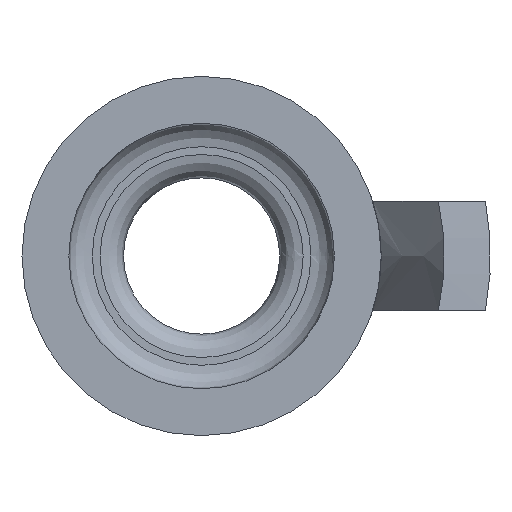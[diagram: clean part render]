
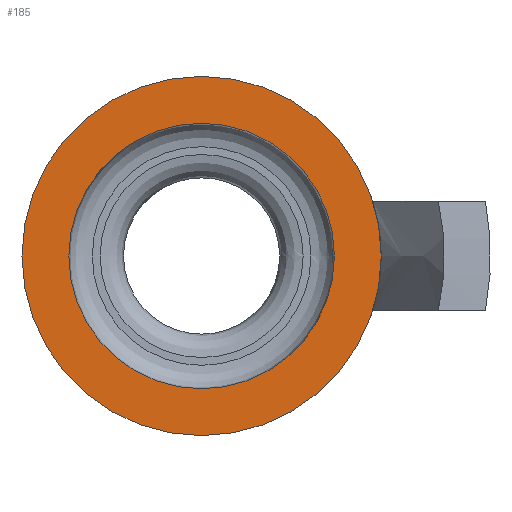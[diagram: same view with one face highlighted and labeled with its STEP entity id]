
A CAD part, left-side view. The second image highlights one B-rep face of the part: STEP entity #185.
In plain terms, the highlighted planar face has unit normal (-1, 0, 0).
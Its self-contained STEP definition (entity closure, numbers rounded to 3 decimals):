
#124=PLANE('',#452);
#150=FACE_BOUND('',#231,.T.);
#151=FACE_BOUND('',#232,.T.);
#185=ADVANCED_FACE('',(#150,#151),#124,.T.);
#231=EDGE_LOOP('',(#322));
#232=EDGE_LOOP('',(#323));
#271=CIRCLE('',#449,1.15);
#272=CIRCLE('',#451,0.85);
#322=ORIENTED_EDGE('',*,*,#408,.T.);
#323=ORIENTED_EDGE('',*,*,#407,.F.);
#372=VERTEX_POINT('',#744);
#373=VERTEX_POINT('',#747);
#407=EDGE_CURVE('',#372,#372,#271,.T.);
#408=EDGE_CURVE('',#373,#373,#272,.T.);
#449=AXIS2_PLACEMENT_3D('',#743,#522,#523);
#451=AXIS2_PLACEMENT_3D('',#746,#526,#527);
#452=AXIS2_PLACEMENT_3D('',#748,#528,#529);
#522=DIRECTION('',(1.,0.,0.));
#523=DIRECTION('',(0.,-1.,0.));
#526=DIRECTION('',(1.,0.,0.));
#527=DIRECTION('',(0.,-1.,0.));
#528=DIRECTION('',(-1.,0.,0.));
#529=DIRECTION('',(0.,1.,0.));
#743=CARTESIAN_POINT('',(0.,0.,0.));
#744=CARTESIAN_POINT('',(0.,-1.15,0.));
#746=CARTESIAN_POINT('',(0.,0.,0.));
#747=CARTESIAN_POINT('',(0.,-0.85,0.));
#748=CARTESIAN_POINT('',(0.,-1.265,1.265));
